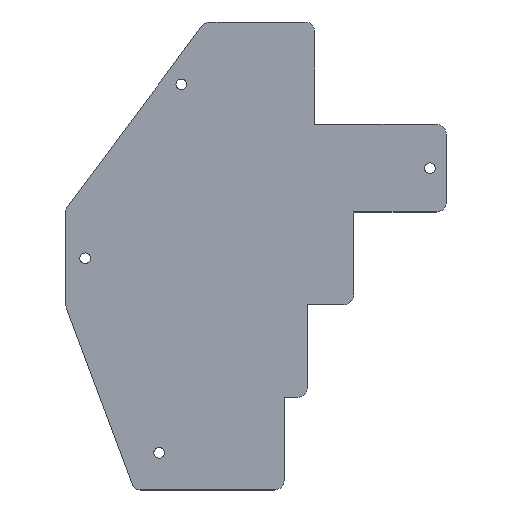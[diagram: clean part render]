
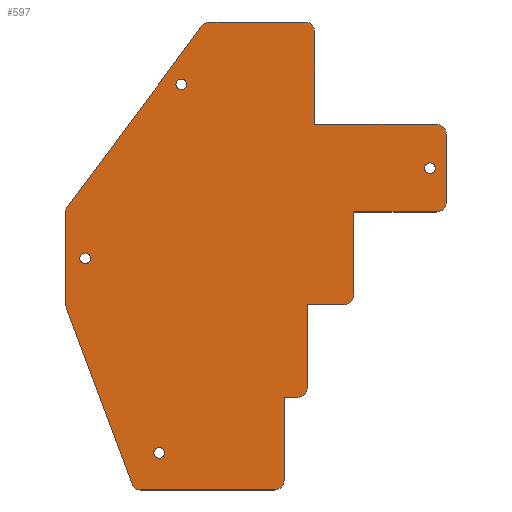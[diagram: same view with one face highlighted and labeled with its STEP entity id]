
A CAD part, top view. The second image highlights one B-rep face of the part: STEP entity #597.
In plain terms, the highlighted planar face has unit normal (0, 0, 1).
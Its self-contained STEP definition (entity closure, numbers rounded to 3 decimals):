
#15=FACE_BOUND('',#98,.T.);
#16=FACE_BOUND('',#99,.T.);
#17=FACE_BOUND('',#100,.T.);
#18=FACE_BOUND('',#101,.T.);
#37=PLANE('',#669);
#67=FACE_OUTER_BOUND('',#97,.T.);
#97=EDGE_LOOP('',(#499,#500,#501,#502,#503,#504,#505,#506,#507,#508,#509,
#510,#511,#512,#513,#514,#515,#516,#517,#518,#519,#520,#521,#522));
#98=EDGE_LOOP('',(#523));
#99=EDGE_LOOP('',(#524));
#100=EDGE_LOOP('',(#525));
#101=EDGE_LOOP('',(#526));
#114=LINE('',#883,#170);
#118=LINE('',#895,#174);
#122=LINE('',#907,#178);
#126=LINE('',#919,#182);
#129=LINE('',#925,#185);
#133=LINE('',#937,#189);
#137=LINE('',#949,#193);
#140=LINE('',#955,#196);
#144=LINE('',#967,#200);
#147=LINE('',#973,#203);
#151=LINE('',#985,#207);
#154=LINE('',#991,#210);
#158=LINE('',#1003,#214);
#162=LINE('',#1013,#218);
#170=VECTOR('',#712,10.);
#174=VECTOR('',#724,10.);
#178=VECTOR('',#736,10.);
#182=VECTOR('',#748,10.);
#185=VECTOR('',#753,10.);
#189=VECTOR('',#765,10.);
#193=VECTOR('',#777,10.);
#196=VECTOR('',#782,10.);
#200=VECTOR('',#794,10.);
#203=VECTOR('',#799,10.);
#207=VECTOR('',#811,10.);
#210=VECTOR('',#816,10.);
#214=VECTOR('',#828,10.);
#218=VECTOR('',#840,10.);
#219=CIRCLE('',#614,1.1);
#221=CIRCLE('',#617,1.1);
#223=CIRCLE('',#620,1.1);
#225=CIRCLE('',#623,1.1);
#228=CIRCLE('',#627,2.);
#230=CIRCLE('',#631,2.004);
#232=CIRCLE('',#635,2.);
#234=CIRCLE('',#639,2.);
#236=CIRCLE('',#644,2.);
#238=CIRCLE('',#648,2.);
#240=CIRCLE('',#653,2.);
#242=CIRCLE('',#658,2.);
#244=CIRCLE('',#663,2.);
#246=CIRCLE('',#667,1.646);
#247=VERTEX_POINT('',#847);
#249=VERTEX_POINT('',#853);
#251=VERTEX_POINT('',#859);
#253=VERTEX_POINT('',#865);
#257=VERTEX_POINT('',#874);
#258=VERTEX_POINT('',#876);
#260=VERTEX_POINT('',#882);
#262=VERTEX_POINT('',#888);
#264=VERTEX_POINT('',#894);
#266=VERTEX_POINT('',#900);
#268=VERTEX_POINT('',#906);
#270=VERTEX_POINT('',#912);
#272=VERTEX_POINT('',#918);
#274=VERTEX_POINT('',#924);
#276=VERTEX_POINT('',#930);
#278=VERTEX_POINT('',#936);
#280=VERTEX_POINT('',#942);
#282=VERTEX_POINT('',#948);
#284=VERTEX_POINT('',#954);
#286=VERTEX_POINT('',#960);
#288=VERTEX_POINT('',#966);
#290=VERTEX_POINT('',#972);
#292=VERTEX_POINT('',#978);
#294=VERTEX_POINT('',#984);
#296=VERTEX_POINT('',#990);
#298=VERTEX_POINT('',#996);
#300=VERTEX_POINT('',#1002);
#302=VERTEX_POINT('',#1008);
#303=EDGE_CURVE('',#247,#247,#219,.T.);
#306=EDGE_CURVE('',#249,#249,#221,.T.);
#309=EDGE_CURVE('',#251,#251,#223,.T.);
#312=EDGE_CURVE('',#253,#253,#225,.T.);
#317=EDGE_CURVE('',#258,#257,#228,.T.);
#320=EDGE_CURVE('',#260,#258,#114,.T.);
#323=EDGE_CURVE('',#262,#260,#230,.T.);
#326=EDGE_CURVE('',#264,#262,#118,.T.);
#329=EDGE_CURVE('',#266,#264,#232,.T.);
#332=EDGE_CURVE('',#268,#266,#122,.T.);
#335=EDGE_CURVE('',#270,#268,#234,.T.);
#338=EDGE_CURVE('',#272,#270,#126,.T.);
#341=EDGE_CURVE('',#274,#272,#129,.T.);
#344=EDGE_CURVE('',#276,#274,#236,.T.);
#347=EDGE_CURVE('',#278,#276,#133,.T.);
#350=EDGE_CURVE('',#280,#278,#238,.T.);
#353=EDGE_CURVE('',#282,#280,#137,.T.);
#356=EDGE_CURVE('',#284,#282,#140,.T.);
#359=EDGE_CURVE('',#286,#284,#240,.T.);
#362=EDGE_CURVE('',#288,#286,#144,.T.);
#365=EDGE_CURVE('',#290,#288,#147,.T.);
#368=EDGE_CURVE('',#292,#290,#242,.T.);
#371=EDGE_CURVE('',#294,#292,#151,.T.);
#374=EDGE_CURVE('',#296,#294,#154,.T.);
#377=EDGE_CURVE('',#298,#296,#244,.T.);
#380=EDGE_CURVE('',#300,#298,#158,.T.);
#383=EDGE_CURVE('',#302,#300,#246,.T.);
#386=EDGE_CURVE('',#257,#302,#162,.T.);
#499=ORIENTED_EDGE('',*,*,#386,.T.);
#500=ORIENTED_EDGE('',*,*,#383,.T.);
#501=ORIENTED_EDGE('',*,*,#380,.T.);
#502=ORIENTED_EDGE('',*,*,#377,.T.);
#503=ORIENTED_EDGE('',*,*,#374,.T.);
#504=ORIENTED_EDGE('',*,*,#371,.T.);
#505=ORIENTED_EDGE('',*,*,#368,.T.);
#506=ORIENTED_EDGE('',*,*,#365,.T.);
#507=ORIENTED_EDGE('',*,*,#362,.T.);
#508=ORIENTED_EDGE('',*,*,#359,.T.);
#509=ORIENTED_EDGE('',*,*,#356,.T.);
#510=ORIENTED_EDGE('',*,*,#353,.T.);
#511=ORIENTED_EDGE('',*,*,#350,.T.);
#512=ORIENTED_EDGE('',*,*,#347,.T.);
#513=ORIENTED_EDGE('',*,*,#344,.T.);
#514=ORIENTED_EDGE('',*,*,#341,.T.);
#515=ORIENTED_EDGE('',*,*,#338,.T.);
#516=ORIENTED_EDGE('',*,*,#335,.T.);
#517=ORIENTED_EDGE('',*,*,#332,.T.);
#518=ORIENTED_EDGE('',*,*,#329,.T.);
#519=ORIENTED_EDGE('',*,*,#326,.T.);
#520=ORIENTED_EDGE('',*,*,#323,.T.);
#521=ORIENTED_EDGE('',*,*,#320,.T.);
#522=ORIENTED_EDGE('',*,*,#317,.T.);
#523=ORIENTED_EDGE('',*,*,#312,.T.);
#524=ORIENTED_EDGE('',*,*,#309,.T.);
#525=ORIENTED_EDGE('',*,*,#306,.T.);
#526=ORIENTED_EDGE('',*,*,#303,.T.);
#597=ADVANCED_FACE('',(#67,#15,#16,#17,#18),#37,.T.);
#614=AXIS2_PLACEMENT_3D('',#848,#675,#676);
#617=AXIS2_PLACEMENT_3D('',#854,#682,#683);
#620=AXIS2_PLACEMENT_3D('',#860,#689,#690);
#623=AXIS2_PLACEMENT_3D('',#866,#696,#697);
#627=AXIS2_PLACEMENT_3D('',#877,#706,#707);
#631=AXIS2_PLACEMENT_3D('',#889,#718,#719);
#635=AXIS2_PLACEMENT_3D('',#901,#730,#731);
#639=AXIS2_PLACEMENT_3D('',#913,#742,#743);
#644=AXIS2_PLACEMENT_3D('',#931,#759,#760);
#648=AXIS2_PLACEMENT_3D('',#943,#771,#772);
#653=AXIS2_PLACEMENT_3D('',#961,#788,#789);
#658=AXIS2_PLACEMENT_3D('',#979,#805,#806);
#663=AXIS2_PLACEMENT_3D('',#997,#822,#823);
#667=AXIS2_PLACEMENT_3D('',#1009,#834,#835);
#669=AXIS2_PLACEMENT_3D('',#1014,#841,#842);
#675=DIRECTION('center_axis',(0.,0.,-1.));
#676=DIRECTION('ref_axis',(-1.,0.,0.));
#682=DIRECTION('center_axis',(0.,0.,-1.));
#683=DIRECTION('ref_axis',(-1.,0.,0.));
#689=DIRECTION('center_axis',(0.,0.,-1.));
#690=DIRECTION('ref_axis',(-1.,0.,0.));
#696=DIRECTION('center_axis',(0.,0.,-1.));
#697=DIRECTION('ref_axis',(-1.,0.,0.));
#706=DIRECTION('center_axis',(0.,0.,1.));
#707=DIRECTION('ref_axis',(1.,0.,0.));
#712=DIRECTION('',(0.,-1.,0.));
#718=DIRECTION('center_axis',(0.,0.,1.));
#719=DIRECTION('ref_axis',(-1.,0.,0.));
#724=DIRECTION('',(-0.598,-0.802,0.));
#730=DIRECTION('center_axis',(0.,0.,1.));
#731=DIRECTION('ref_axis',(-0.802,0.598,0.));
#736=DIRECTION('',(-1.,0.,0.));
#742=DIRECTION('center_axis',(0.,0.,1.));
#743=DIRECTION('ref_axis',(-0.022,1.,0.));
#748=DIRECTION('',(0.,1.,0.));
#753=DIRECTION('',(-1.,0.,0.));
#759=DIRECTION('center_axis',(0.,0.,1.));
#760=DIRECTION('ref_axis',(-0.022,1.,0.));
#765=DIRECTION('',(0.,1.,0.));
#771=DIRECTION('center_axis',(0.,0.,1.));
#772=DIRECTION('ref_axis',(1.,0.022,0.));
#777=DIRECTION('',(1.,0.,0.));
#782=DIRECTION('',(0.,1.,0.));
#788=DIRECTION('center_axis',(0.,0.,1.));
#789=DIRECTION('ref_axis',(1.,0.022,0.));
#794=DIRECTION('',(1.,0.,0.));
#799=DIRECTION('',(0.,1.,0.));
#805=DIRECTION('center_axis',(0.,0.,1.));
#806=DIRECTION('ref_axis',(1.,0.022,0.));
#811=DIRECTION('',(1.,0.,0.));
#816=DIRECTION('',(0.,1.,0.));
#822=DIRECTION('center_axis',(0.,0.,1.));
#823=DIRECTION('ref_axis',(1.,0.022,0.));
#828=DIRECTION('',(1.,0.,0.));
#834=DIRECTION('center_axis',(0.,0.,1.));
#835=DIRECTION('ref_axis',(0.,-1.,0.));
#840=DIRECTION('',(0.351,-0.936,0.));
#841=DIRECTION('center_axis',(0.,0.,1.));
#842=DIRECTION('ref_axis',(1.,0.,0.));
#847=CARTESIAN_POINT('',(36.846,18.033,0.));
#848=CARTESIAN_POINT('Origin',(35.746,18.033,0.));
#853=CARTESIAN_POINT('',(-14.254,35.266,0.));
#854=CARTESIAN_POINT('Origin',(-15.354,35.266,0.));
#859=CARTESIAN_POINT('',(-34.008,-0.49,0.));
#860=CARTESIAN_POINT('Origin',(-35.108,-0.49,0.));
#865=CARTESIAN_POINT('',(-18.794,-40.474,0.));
#866=CARTESIAN_POINT('Origin',(-19.894,-40.474,0.));
#874=CARTESIAN_POINT('',(-38.981,-10.719,0.));
#876=CARTESIAN_POINT('',(-39.109,-10.015,0.));
#877=CARTESIAN_POINT('Origin',(-37.109,-10.015,0.));
#882=CARTESIAN_POINT('',(-39.108,9.035,0.));
#883=CARTESIAN_POINT('',(-39.109,-10.015,0.));
#888=CARTESIAN_POINT('',(-38.713,10.23,0.));
#889=CARTESIAN_POINT('Origin',(-37.104,9.035,0.));
#894=CARTESIAN_POINT('',(-11.078,47.278,0.));
#895=CARTESIAN_POINT('',(-38.713,10.23,0.));
#900=CARTESIAN_POINT('',(-9.474,48.083,0.));
#901=CARTESIAN_POINT('Origin',(-9.474,46.083,0.));
#906=CARTESIAN_POINT('',(9.996,48.083,0.));
#907=CARTESIAN_POINT('',(-9.474,48.083,0.));
#912=CARTESIAN_POINT('',(12.041,46.083,0.));
#913=CARTESIAN_POINT('Origin',(10.041,46.083,0.));
#918=CARTESIAN_POINT('',(12.041,27.033,0.));
#919=CARTESIAN_POINT('',(12.041,46.083,0.));
#924=CARTESIAN_POINT('',(37.045,27.032,0.));
#925=CARTESIAN_POINT('',(37.045,27.032,0.));
#930=CARTESIAN_POINT('',(39.09,25.032,0.));
#931=CARTESIAN_POINT('Origin',(37.09,25.032,0.));
#936=CARTESIAN_POINT('',(39.09,11.078,0.));
#937=CARTESIAN_POINT('',(39.09,11.078,0.));
#942=CARTESIAN_POINT('',(37.09,9.033,0.));
#943=CARTESIAN_POINT('Origin',(37.09,11.033,0.));
#948=CARTESIAN_POINT('',(20.041,9.033,0.));
#949=CARTESIAN_POINT('',(20.041,9.033,0.));
#954=CARTESIAN_POINT('',(20.04,-7.971,0.));
#955=CARTESIAN_POINT('',(20.04,-7.971,0.));
#960=CARTESIAN_POINT('',(18.04,-10.017,0.));
#961=CARTESIAN_POINT('Origin',(18.04,-8.016,0.));
#966=CARTESIAN_POINT('',(10.516,-10.017,0.));
#967=CARTESIAN_POINT('',(10.516,-10.017,0.));
#972=CARTESIAN_POINT('',(10.515,-27.021,0.));
#973=CARTESIAN_POINT('',(10.515,-27.021,0.));
#978=CARTESIAN_POINT('',(8.515,-29.067,0.));
#979=CARTESIAN_POINT('Origin',(8.515,-27.066,0.));
#984=CARTESIAN_POINT('',(5.753,-29.067,0.));
#985=CARTESIAN_POINT('',(8.515,-29.067,0.));
#990=CARTESIAN_POINT('',(5.753,-46.056,0.));
#991=CARTESIAN_POINT('',(5.753,-29.067,0.));
#996=CARTESIAN_POINT('',(3.753,-48.102,0.));
#997=CARTESIAN_POINT('Origin',(3.753,-46.101,0.));
#1002=CARTESIAN_POINT('',(-23.824,-48.102,0.));
#1003=CARTESIAN_POINT('',(3.753,-48.102,0.));
#1008=CARTESIAN_POINT('',(-25.335,-47.11,0.));
#1009=CARTESIAN_POINT('Origin',(-23.824,-46.455,0.));
#1013=CARTESIAN_POINT('',(-38.981,-10.719,0.));
#1014=CARTESIAN_POINT('Origin',(-0.009,-0.009,
0.));
